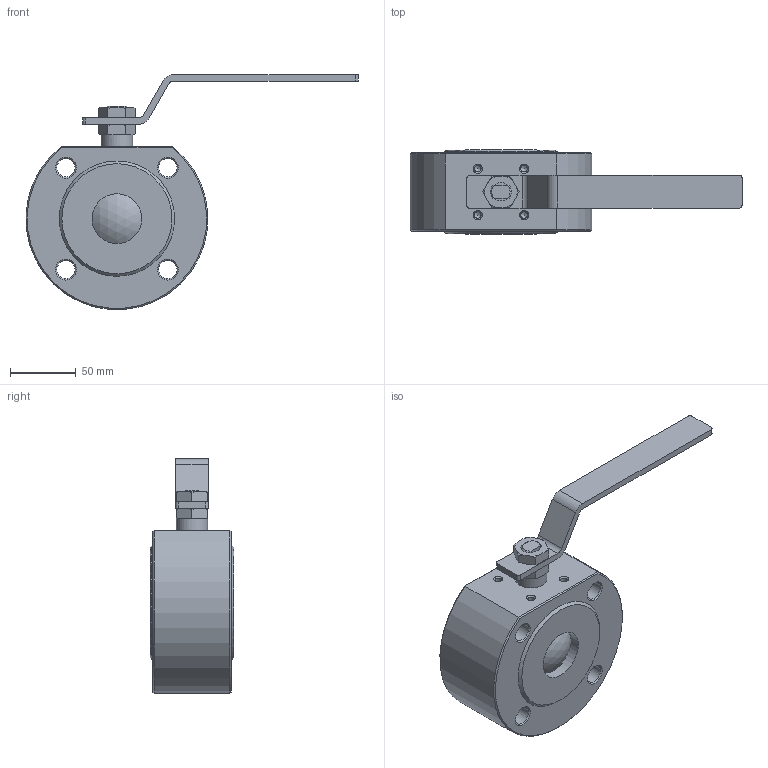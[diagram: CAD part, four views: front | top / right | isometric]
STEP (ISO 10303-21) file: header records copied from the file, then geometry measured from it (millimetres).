
FILE_DESCRIPTION( ( 'STEP AP214' ), '1' );
FILE_NAME( ' ', ' ', ( ' ' ), ( ' ' ), 'PSStep 13.0', 'VISI 18.0', ' ' );
FILE_SCHEMA( ( 'AUTOMOTIVE_DESIGN { 1 0 10303 214 1 1 1 1 }' ) );
Length unit declared in the file: millimetre
Products named in the file (1): 1
Bounding box: 253.39 x 64 x 179.25 mm (x, y, z)
Volume: 873672.4 mm3; surface area: 82792.6 mm2
Topology: 1 solids, 3 shells, 120 faces, 303 edges, 197 vertices
Faces by surface type: plane 47, cone 46, cylinder 25, sphere 2
Full cylindrical faces by diameter (mm): 5 x4, 14 x4, 24 x1, 38 x2, 86 x1
Entity records: 4383 total; most frequent: CARTESIAN_POINT 717, DIRECTION 542, ORIENTED_EDGE 524, EDGE_CURVE 262, AXIS2_PLACEMENT_3D 221, VERTEX_POINT 190, EDGE_LOOP 166, FACE_OUTER_BOUND 132
